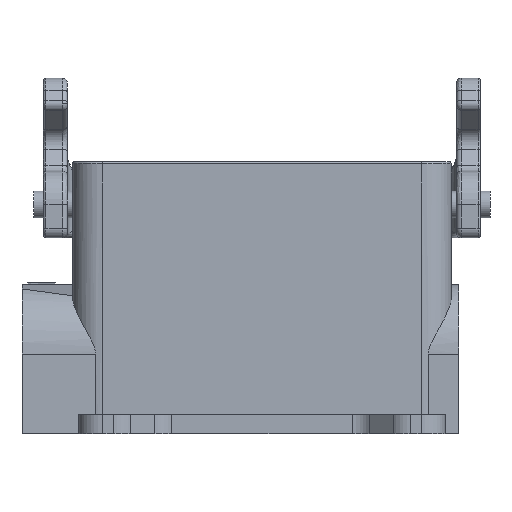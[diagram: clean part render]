
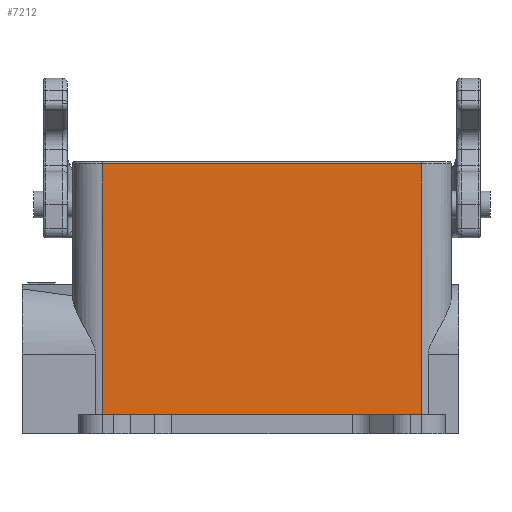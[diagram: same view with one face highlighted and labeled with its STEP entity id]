
A CAD part, front view. The second image highlights one B-rep face of the part: STEP entity #7212.
In plain terms, the highlighted planar face has unit normal (0, -1, 0).
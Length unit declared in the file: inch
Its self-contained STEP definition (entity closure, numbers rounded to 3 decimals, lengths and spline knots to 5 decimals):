
#225 = EDGE_LOOP ( 'NONE', ( #12983, #4902, #7936, #2262 ) ) ;
#503 = LINE ( 'NONE', #10816, #769 ) ;
#769 = VECTOR ( 'NONE', #2482, 39.37008 ) ;
#928 = LINE ( 'NONE', #2394, #10917 ) ;
#1028 = CARTESIAN_POINT ( 'NONE',  ( 1.31693, -0.57677, 0. ) ) ;
#1488 = DIRECTION ( 'NONE',  ( 0., 1., 0. ) ) ;
#2018 = DIRECTION ( 'NONE',  ( 1., 0., 0. ) ) ;
#2244 = DIRECTION ( 'NONE',  ( 0., 0., 1. ) ) ;
#2262 = ORIENTED_EDGE ( 'NONE', *, *, #11292, .F. ) ;
#2382 = CARTESIAN_POINT ( 'NONE',  ( -1.31693, -0.57677, 0. ) ) ;
#2394 = CARTESIAN_POINT ( 'NONE',  ( -1.56102, -0.57677, -0.01969 ) ) ;
#2444 = VERTEX_POINT ( 'NONE', #9911 ) ;
#2482 = DIRECTION ( 'NONE',  ( -1., 0., 0. ) ) ;
#2969 = VECTOR ( 'NONE', #12606, 39.37008 ) ;
#3668 = CARTESIAN_POINT ( 'NONE',  ( 1.31693, -0.57677, -0.01969 ) ) ;
#3696 = EDGE_CURVE ( 'NONE', #2444, #5902, #928, .T. ) ;
#3822 = AXIS2_PLACEMENT_3D ( 'NONE', #10897, #1488, #5649 ) ;
#4902 = ORIENTED_EDGE ( 'NONE', *, *, #3696, .F. ) ;
#5649 = DIRECTION ( 'NONE',  ( 0., 0., 1. ) ) ;
#5902 = VERTEX_POINT ( 'NONE', #3668 ) ;
#6338 = LINE ( 'NONE', #1028, #2969 ) ;
#7052 = CARTESIAN_POINT ( 'NONE',  ( -1.31693, -0.57677, -2.08661 ) ) ;
#7212 = ADVANCED_FACE ( 'NONE', ( #9746 ), #12874, .F. ) ;
#7936 = ORIENTED_EDGE ( 'NONE', *, *, #10794, .F. ) ;
#8148 = VECTOR ( 'NONE', #2244, 39.37008 ) ;
#9746 = FACE_OUTER_BOUND ( 'NONE', #225, .T. ) ;
#9911 = CARTESIAN_POINT ( 'NONE',  ( -1.31693, -0.57677, -0.01969 ) ) ;
#10319 = VERTEX_POINT ( 'NONE', #7052 ) ;
#10794 = EDGE_CURVE ( 'NONE', #10319, #2444, #11595, .T. ) ;
#10816 = CARTESIAN_POINT ( 'NONE',  ( -1.56102, -0.57677, -2.08661 ) ) ;
#10897 = CARTESIAN_POINT ( 'NONE',  ( -1.56102, -0.57677, 0. ) ) ;
#10917 = VECTOR ( 'NONE', #2018, 39.37008 ) ;
#11292 = EDGE_CURVE ( 'NONE', #13206, #10319, #503, .T. ) ;
#11322 = CARTESIAN_POINT ( 'NONE',  ( 1.31693, -0.57677, -2.08661 ) ) ;
#11595 = LINE ( 'NONE', #2382, #8148 ) ;
#12606 = DIRECTION ( 'NONE',  ( 0., 0., -1. ) ) ;
#12874 = PLANE ( 'NONE',  #3822 ) ;
#12983 = ORIENTED_EDGE ( 'NONE', *, *, #13211, .F. ) ;
#13206 = VERTEX_POINT ( 'NONE', #11322 ) ;
#13211 = EDGE_CURVE ( 'NONE', #5902, #13206, #6338, .T. ) ;
